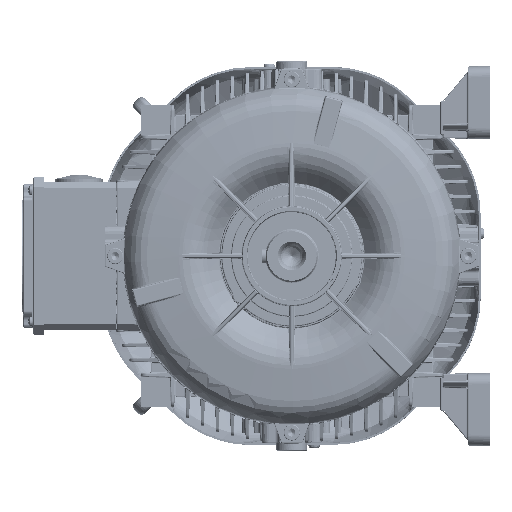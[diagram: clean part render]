
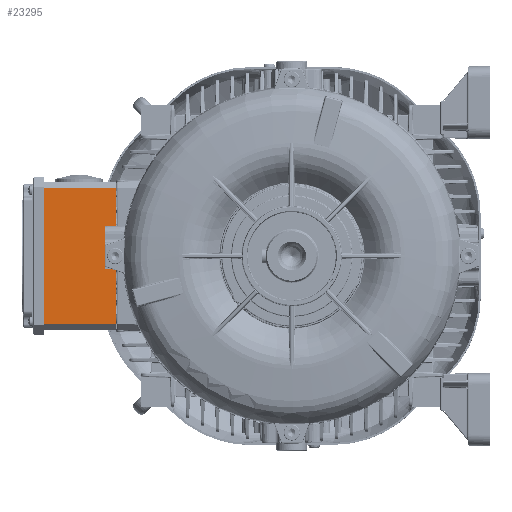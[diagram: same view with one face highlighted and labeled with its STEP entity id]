
A CAD part, left-side view. The second image highlights one B-rep face of the part: STEP entity #23295.
In plain terms, the highlighted planar face has unit normal (-1, 0, 0).
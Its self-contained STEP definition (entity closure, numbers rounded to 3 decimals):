
#13826=PLANE('',#158463);
#23295=ADVANCED_FACE('',(#34502),#13826,.T.);
#34502=FACE_OUTER_BOUND('',#42658,.T.);
#42658=EDGE_LOOP('',(#82607,#82608,#82609,#82610));
#82607=ORIENTED_EDGE('',*,*,#124944,.T.);
#82608=ORIENTED_EDGE('',*,*,#124945,.T.);
#82609=ORIENTED_EDGE('',*,*,#124941,.F.);
#82610=ORIENTED_EDGE('',*,*,#124946,.T.);
#101310=VERTEX_POINT('',#286016);
#101311=VERTEX_POINT('',#286017);
#101312=VERTEX_POINT('',#286022);
#101313=VERTEX_POINT('',#286023);
#124941=EDGE_CURVE('',#101310,#101311,#135727,.T.);
#124944=EDGE_CURVE('',#101312,#101313,#135730,.T.);
#124945=EDGE_CURVE('',#101313,#101311,#135731,.T.);
#124946=EDGE_CURVE('',#101310,#101312,#135732,.T.);
#135727=LINE('',#286015,#144992);
#135730=LINE('',#286021,#144995);
#135731=LINE('',#286024,#144996);
#135732=LINE('',#286025,#144997);
#144992=VECTOR('',#190913,1.);
#144995=VECTOR('',#190918,1.);
#144996=VECTOR('',#190919,1.);
#144997=VECTOR('',#190920,1.);
#158463=AXIS2_PLACEMENT_3D('',#286026,#190921,#190922);
#190913=DIRECTION('',(0.,1.,0.));
#190918=DIRECTION('',(0.,1.,0.));
#190919=DIRECTION('',(0.,0.,-1.));
#190920=DIRECTION('',(0.,0.,1.));
#190921=DIRECTION('',(-1.,0.,0.));
#190922=DIRECTION('',(0.,0.,1.));
#286015=CARTESIAN_POINT('',(28.,260.75,-55.));
#286016=CARTESIAN_POINT('',(28.,258.75,-55.));
#286017=CARTESIAN_POINT('',(28.,316.75,-55.));
#286021=CARTESIAN_POINT('',(28.,260.75,55.));
#286022=CARTESIAN_POINT('',(28.,258.75,55.));
#286023=CARTESIAN_POINT('',(28.,316.75,55.));
#286024=CARTESIAN_POINT('',(28.,316.75,55.));
#286025=CARTESIAN_POINT('',(28.,258.75,55.));
#286026=CARTESIAN_POINT('',(28.,260.75,-55.));
